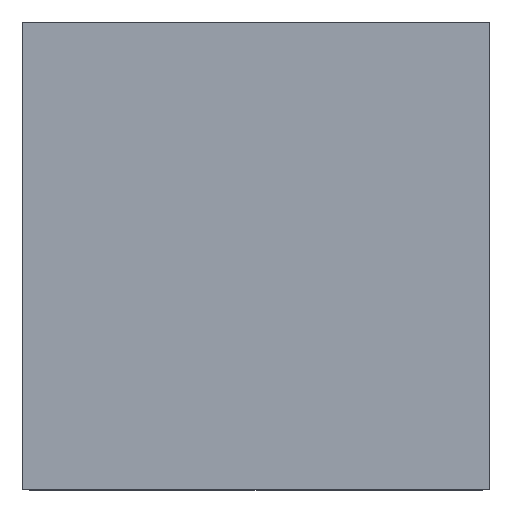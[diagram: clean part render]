
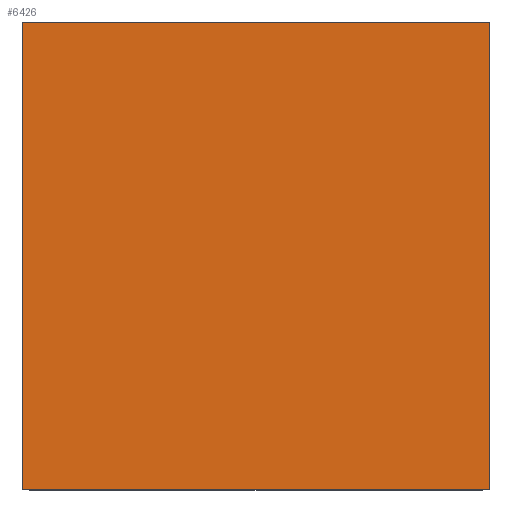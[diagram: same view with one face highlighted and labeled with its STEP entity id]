
A CAD part, top view. The second image highlights one B-rep face of the part: STEP entity #6426.
In plain terms, the highlighted face is planar.
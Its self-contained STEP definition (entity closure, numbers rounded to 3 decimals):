
#2452=DIRECTION('',(0.,0.,1.));
#2453=VECTOR('',#2452,3.);
#2454=CARTESIAN_POINT('',(-1.5,0.75,-1.5));
#2455=LINE('',#2454,#2453);
#2459=DIRECTION('',(-1.,0.,0.));
#2460=VECTOR('',#2459,3.);
#2461=CARTESIAN_POINT('',(1.5,0.75,-1.5));
#2462=LINE('',#2461,#2460);
#2466=DIRECTION('',(0.,0.,-1.));
#2467=VECTOR('',#2466,3.);
#2468=CARTESIAN_POINT('',(1.5,0.75,1.5));
#2469=LINE('',#2468,#2467);
#2473=DIRECTION('',(1.,0.,0.));
#2474=VECTOR('',#2473,3.);
#2475=CARTESIAN_POINT('',(-1.5,0.75,1.5));
#2476=LINE('',#2475,#2474);
#3832=CARTESIAN_POINT('',(-1.5,0.75,-1.5));
#3833=CARTESIAN_POINT('',(-1.5,0.75,1.5));
#3834=VERTEX_POINT('',#3832);
#3835=VERTEX_POINT('',#3833);
#3836=CARTESIAN_POINT('',(1.5,0.75,1.5));
#3837=VERTEX_POINT('',#3836);
#3838=CARTESIAN_POINT('',(1.5,0.75,-1.5));
#3839=VERTEX_POINT('',#3838);
#6414=CARTESIAN_POINT('',(0.,0.75,0.));
#6415=DIRECTION('',(0.,1.,0.));
#6416=DIRECTION('',(1.,0.,0.));
#6417=AXIS2_PLACEMENT_3D('',#6414,#6415,#6416);
#6418=PLANE('',#6417);
#6419=ORIENTED_EDGE('',*,*,#5170,.F.);
#6420=ORIENTED_EDGE('',*,*,#5053,.F.);
#6422=ORIENTED_EDGE('',*,*,#6421,.F.);
#6423=ORIENTED_EDGE('',*,*,#4821,.F.);
#6424=EDGE_LOOP('',(#6419,#6420,#6422,#6423));
#6425=FACE_OUTER_BOUND('',#6424,.F.);
#4821=EDGE_CURVE('',#3835,#3837,#2476,.T.);
#5053=EDGE_CURVE('',#3839,#3834,#2462,.T.);
#5170=EDGE_CURVE('',#3834,#3835,#2455,.T.);
#6421=EDGE_CURVE('',#3837,#3839,#2469,.T.);
#6426=ADVANCED_FACE('',(#6425),#6418,.T.);
